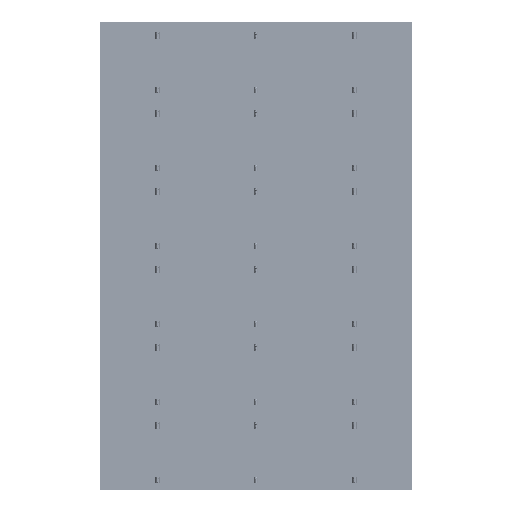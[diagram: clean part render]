
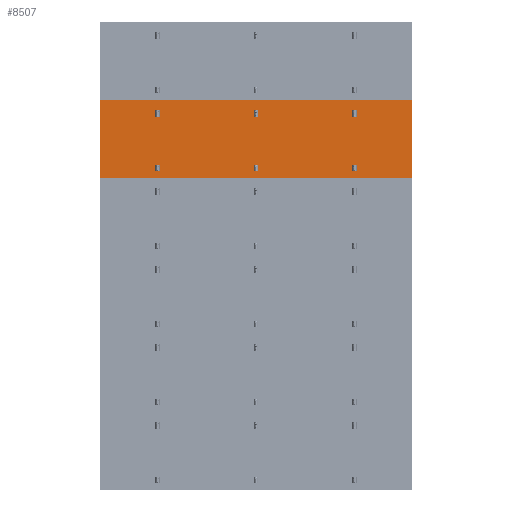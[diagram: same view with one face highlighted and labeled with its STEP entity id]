
A CAD part, front view. The second image highlights one B-rep face of the part: STEP entity #8507.
In plain terms, the highlighted planar face has unit normal (0, -1, 0).
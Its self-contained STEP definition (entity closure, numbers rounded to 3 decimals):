
#626=FACE_BOUND('',#1525,.T.);
#627=FACE_BOUND('',#1526,.T.);
#628=FACE_BOUND('',#1527,.T.);
#629=FACE_BOUND('',#1528,.T.);
#630=FACE_BOUND('',#1529,.T.);
#631=FACE_BOUND('',#1530,.T.);
#765=PLANE('',#9067);
#1044=FACE_OUTER_BOUND('',#1524,.T.);
#1524=EDGE_LOOP('',(#6269,#6270,#6271,#6272));
#1525=EDGE_LOOP('',(#6273,#6274,#6275,#6276));
#1526=EDGE_LOOP('',(#6277,#6278,#6279,#6280));
#1527=EDGE_LOOP('',(#6281,#6282,#6283,#6284));
#1528=EDGE_LOOP('',(#6285,#6286,#6287,#6288));
#1529=EDGE_LOOP('',(#6289,#6290,#6291,#6292));
#1530=EDGE_LOOP('',(#6293,#6294,#6295,#6296));
#2104=LINE('',#12675,#2846);
#2108=LINE('',#12685,#2850);
#2110=LINE('',#12690,#2852);
#2114=LINE('',#12700,#2856);
#2118=LINE('',#12712,#2860);
#2120=LINE('',#12715,#2862);
#2124=LINE('',#12727,#2866);
#2126=LINE('',#12730,#2868);
#2128=LINE('',#12735,#2870);
#2132=LINE('',#12745,#2874);
#2134=LINE('',#12750,#2876);
#2138=LINE('',#12760,#2880);
#2139=LINE('',#12764,#2881);
#2143=LINE('',#12772,#2885);
#2146=LINE('',#12778,#2888);
#2149=LINE('',#12783,#2891);
#2846=VECTOR('',#10183,1000.);
#2850=VECTOR('',#10195,1000.);
#2852=VECTOR('',#10199,1000.);
#2856=VECTOR('',#10211,1000.);
#2860=VECTOR('',#10223,1000.);
#2862=VECTOR('',#10227,1000.);
#2866=VECTOR('',#10239,1000.);
#2868=VECTOR('',#10243,1000.);
#2870=VECTOR('',#10247,1000.);
#2874=VECTOR('',#10259,1000.);
#2876=VECTOR('',#10263,1000.);
#2880=VECTOR('',#10275,1000.);
#2881=VECTOR('',#10278,1000.);
#2885=VECTOR('',#10284,1000.);
#2888=VECTOR('',#10289,1000.);
#2891=VECTOR('',#10294,1000.);
#3515=CIRCLE('',#9009,3.2);
#3517=CIRCLE('',#9012,3.2);
#3519=CIRCLE('',#9015,3.2);
#3521=CIRCLE('',#9018,3.2);
#3523=CIRCLE('',#9021,3.2);
#3525=CIRCLE('',#9024,3.2);
#3528=CIRCLE('',#9029,3.2);
#3530=CIRCLE('',#9034,3.2);
#3532=CIRCLE('',#9038,3.2);
#3534=CIRCLE('',#9043,3.2);
#3536=CIRCLE('',#9049,3.2);
#3538=CIRCLE('',#9054,3.2);
#3909=VERTEX_POINT('',#12618);
#3910=VERTEX_POINT('',#12619);
#3913=VERTEX_POINT('',#12627);
#3914=VERTEX_POINT('',#12628);
#3917=VERTEX_POINT('',#12636);
#3918=VERTEX_POINT('',#12637);
#3921=VERTEX_POINT('',#12645);
#3922=VERTEX_POINT('',#12646);
#3925=VERTEX_POINT('',#12654);
#3926=VERTEX_POINT('',#12655);
#3929=VERTEX_POINT('',#12663);
#3930=VERTEX_POINT('',#12664);
#3934=VERTEX_POINT('',#12674);
#3936=VERTEX_POINT('',#12680);
#3938=VERTEX_POINT('',#12689);
#3940=VERTEX_POINT('',#12695);
#3943=VERTEX_POINT('',#12705);
#3944=VERTEX_POINT('',#12707);
#3947=VERTEX_POINT('',#12720);
#3948=VERTEX_POINT('',#12722);
#3950=VERTEX_POINT('',#12734);
#3952=VERTEX_POINT('',#12740);
#3954=VERTEX_POINT('',#12749);
#3956=VERTEX_POINT('',#12755);
#3957=VERTEX_POINT('',#12762);
#3958=VERTEX_POINT('',#12763);
#3961=VERTEX_POINT('',#12771);
#3963=VERTEX_POINT('',#12777);
#4766=EDGE_CURVE('',#3909,#3910,#3515,.T.);
#4770=EDGE_CURVE('',#3913,#3914,#3517,.T.);
#4774=EDGE_CURVE('',#3917,#3918,#3519,.T.);
#4778=EDGE_CURVE('',#3921,#3922,#3521,.T.);
#4782=EDGE_CURVE('',#3925,#3926,#3523,.T.);
#4786=EDGE_CURVE('',#3929,#3930,#3525,.T.);
#4791=EDGE_CURVE('',#3934,#3929,#2104,.T.);
#4794=EDGE_CURVE('',#3936,#3934,#3528,.T.);
#4797=EDGE_CURVE('',#3930,#3936,#2108,.T.);
#4799=EDGE_CURVE('',#3938,#3925,#2110,.T.);
#4802=EDGE_CURVE('',#3940,#3938,#3530,.T.);
#4805=EDGE_CURVE('',#3926,#3940,#2114,.T.);
#4808=EDGE_CURVE('',#3944,#3943,#3532,.T.);
#4811=EDGE_CURVE('',#3922,#3944,#2118,.T.);
#4813=EDGE_CURVE('',#3943,#3921,#2120,.T.);
#4816=EDGE_CURVE('',#3948,#3947,#3534,.T.);
#4819=EDGE_CURVE('',#3918,#3948,#2124,.T.);
#4821=EDGE_CURVE('',#3947,#3917,#2126,.T.);
#4823=EDGE_CURVE('',#3950,#3913,#2128,.T.);
#4826=EDGE_CURVE('',#3952,#3950,#3536,.T.);
#4829=EDGE_CURVE('',#3914,#3952,#2132,.T.);
#4831=EDGE_CURVE('',#3954,#3909,#2134,.T.);
#4834=EDGE_CURVE('',#3956,#3954,#3538,.T.);
#4837=EDGE_CURVE('',#3910,#3956,#2138,.T.);
#4838=EDGE_CURVE('',#3957,#3958,#2139,.T.);
#4842=EDGE_CURVE('',#3958,#3961,#2143,.T.);
#4845=EDGE_CURVE('',#3961,#3963,#2146,.T.);
#4848=EDGE_CURVE('',#3963,#3957,#2149,.T.);
#6269=ORIENTED_EDGE('',*,*,#4838,.F.);
#6270=ORIENTED_EDGE('',*,*,#4848,.F.);
#6271=ORIENTED_EDGE('',*,*,#4845,.F.);
#6272=ORIENTED_EDGE('',*,*,#4842,.F.);
#6273=ORIENTED_EDGE('',*,*,#4799,.T.);
#6274=ORIENTED_EDGE('',*,*,#4782,.T.);
#6275=ORIENTED_EDGE('',*,*,#4805,.T.);
#6276=ORIENTED_EDGE('',*,*,#4802,.T.);
#6277=ORIENTED_EDGE('',*,*,#4791,.T.);
#6278=ORIENTED_EDGE('',*,*,#4786,.T.);
#6279=ORIENTED_EDGE('',*,*,#4797,.T.);
#6280=ORIENTED_EDGE('',*,*,#4794,.T.);
#6281=ORIENTED_EDGE('',*,*,#4831,.T.);
#6282=ORIENTED_EDGE('',*,*,#4766,.T.);
#6283=ORIENTED_EDGE('',*,*,#4837,.T.);
#6284=ORIENTED_EDGE('',*,*,#4834,.T.);
#6285=ORIENTED_EDGE('',*,*,#4823,.T.);
#6286=ORIENTED_EDGE('',*,*,#4770,.T.);
#6287=ORIENTED_EDGE('',*,*,#4829,.T.);
#6288=ORIENTED_EDGE('',*,*,#4826,.T.);
#6289=ORIENTED_EDGE('',*,*,#4819,.T.);
#6290=ORIENTED_EDGE('',*,*,#4816,.T.);
#6291=ORIENTED_EDGE('',*,*,#4821,.T.);
#6292=ORIENTED_EDGE('',*,*,#4774,.T.);
#6293=ORIENTED_EDGE('',*,*,#4811,.T.);
#6294=ORIENTED_EDGE('',*,*,#4808,.T.);
#6295=ORIENTED_EDGE('',*,*,#4813,.T.);
#6296=ORIENTED_EDGE('',*,*,#4778,.T.);
#8507=ADVANCED_FACE('',(#1044,#626,#627,#628,#629,#630,#631),#765,.F.);
#9009=AXIS2_PLACEMENT_3D('',#12620,#10134,#10135);
#9012=AXIS2_PLACEMENT_3D('',#12629,#10142,#10143);
#9015=AXIS2_PLACEMENT_3D('',#12638,#10150,#10151);
#9018=AXIS2_PLACEMENT_3D('',#12647,#10158,#10159);
#9021=AXIS2_PLACEMENT_3D('',#12656,#10166,#10167);
#9024=AXIS2_PLACEMENT_3D('',#12665,#10174,#10175);
#9029=AXIS2_PLACEMENT_3D('',#12681,#10189,#10190);
#9034=AXIS2_PLACEMENT_3D('',#12696,#10205,#10206);
#9038=AXIS2_PLACEMENT_3D('',#12708,#10217,#10218);
#9043=AXIS2_PLACEMENT_3D('',#12723,#10233,#10234);
#9049=AXIS2_PLACEMENT_3D('',#12741,#10253,#10254);
#9054=AXIS2_PLACEMENT_3D('',#12756,#10269,#10270);
#9067=AXIS2_PLACEMENT_3D('',#12816,#10322,#10323);
#10134=DIRECTION('center_axis',(0.,1.,0.));
#10135=DIRECTION('ref_axis',(0.,0.,-1.));
#10142=DIRECTION('center_axis',(0.,1.,0.));
#10143=DIRECTION('ref_axis',(0.,0.,-1.));
#10150=DIRECTION('center_axis',(0.,1.,0.));
#10151=DIRECTION('ref_axis',(0.,0.,1.));
#10158=DIRECTION('center_axis',(0.,1.,0.));
#10159=DIRECTION('ref_axis',(0.,0.,1.));
#10166=DIRECTION('center_axis',(0.,1.,0.));
#10167=DIRECTION('ref_axis',(0.,0.,1.));
#10174=DIRECTION('center_axis',(0.,1.,0.));
#10175=DIRECTION('ref_axis',(0.,0.,1.));
#10183=DIRECTION('',(0.,0.,1.));
#10189=DIRECTION('center_axis',(0.,1.,0.));
#10190=DIRECTION('ref_axis',(0.,0.,1.));
#10195=DIRECTION('',(0.,0.,-1.));
#10199=DIRECTION('',(0.,0.,1.));
#10205=DIRECTION('center_axis',(0.,1.,0.));
#10206=DIRECTION('ref_axis',(0.,0.,1.));
#10211=DIRECTION('',(0.,0.,-1.));
#10217=DIRECTION('center_axis',(0.,1.,0.));
#10218=DIRECTION('ref_axis',(0.,0.,1.));
#10223=DIRECTION('',(0.,0.,-1.));
#10227=DIRECTION('',(0.,0.,1.));
#10233=DIRECTION('center_axis',(0.,1.,0.));
#10234=DIRECTION('ref_axis',(0.,0.,1.));
#10239=DIRECTION('',(0.,0.,-1.));
#10243=DIRECTION('',(0.,0.,1.));
#10247=DIRECTION('',(0.,0.,1.));
#10253=DIRECTION('center_axis',(0.,1.,0.));
#10254=DIRECTION('ref_axis',(0.,0.,-1.));
#10259=DIRECTION('',(0.,0.,-1.));
#10263=DIRECTION('',(0.,0.,1.));
#10269=DIRECTION('center_axis',(0.,1.,0.));
#10270=DIRECTION('ref_axis',(0.,0.,-1.));
#10275=DIRECTION('',(0.,0.,-1.));
#10278=DIRECTION('',(0.,0.,-1.));
#10284=DIRECTION('',(-1.,0.,0.));
#10289=DIRECTION('',(0.,0.,1.));
#10294=DIRECTION('',(1.,0.,0.));
#10322=DIRECTION('center_axis',(0.,1.,0.));
#10323=DIRECTION('ref_axis',(0.,0.,1.));
#12618=CARTESIAN_POINT('',(-73.2,0.,255.));
#12619=CARTESIAN_POINT('',(-66.8,0.,255.));
#12620=CARTESIAN_POINT('Origin',(-70.,0.,255.));
#12627=CARTESIAN_POINT('',(66.8,0.,255.));
#12628=CARTESIAN_POINT('',(73.2,0.,255.));
#12629=CARTESIAN_POINT('Origin',(70.,0.,255.));
#12636=CARTESIAN_POINT('',(66.8,0.,-250.));
#12637=CARTESIAN_POINT('',(73.2,0.,-250.));
#12638=CARTESIAN_POINT('Origin',(70.,0.,-250.));
#12645=CARTESIAN_POINT('',(-73.2,0.,-250.));
#12646=CARTESIAN_POINT('',(-66.8,0.,-250.));
#12647=CARTESIAN_POINT('Origin',(-70.,0.,-250.));
#12654=CARTESIAN_POINT('',(-73.2,0.,2.5));
#12655=CARTESIAN_POINT('',(-66.8,0.,2.5));
#12656=CARTESIAN_POINT('Origin',(-70.,0.,2.5));
#12663=CARTESIAN_POINT('',(66.8,0.,2.5));
#12664=CARTESIAN_POINT('',(73.2,0.,2.5));
#12665=CARTESIAN_POINT('Origin',(70.,0.,2.5));
#12674=CARTESIAN_POINT('',(66.8,0.,-2.5));
#12675=CARTESIAN_POINT('',(66.8,0.,2.5));
#12680=CARTESIAN_POINT('',(73.2,0.,-2.5));
#12681=CARTESIAN_POINT('Origin',(70.,0.,-2.5));
#12685=CARTESIAN_POINT('',(73.2,0.,2.5));
#12689=CARTESIAN_POINT('',(-73.2,0.,-2.5));
#12690=CARTESIAN_POINT('',(-73.2,0.,2.5));
#12695=CARTESIAN_POINT('',(-66.8,0.,-2.5));
#12696=CARTESIAN_POINT('Origin',(-70.,0.,-2.5));
#12700=CARTESIAN_POINT('',(-66.8,0.,2.5));
#12705=CARTESIAN_POINT('',(-73.2,0.,-255.));
#12707=CARTESIAN_POINT('',(-66.8,0.,-255.));
#12708=CARTESIAN_POINT('Origin',(-70.,0.,-255.));
#12712=CARTESIAN_POINT('',(-66.8,0.,-255.));
#12715=CARTESIAN_POINT('',(-73.2,0.,-255.));
#12720=CARTESIAN_POINT('',(66.8,0.,-255.));
#12722=CARTESIAN_POINT('',(73.2,0.,-255.));
#12723=CARTESIAN_POINT('Origin',(70.,0.,-255.));
#12727=CARTESIAN_POINT('',(73.2,0.,-255.));
#12730=CARTESIAN_POINT('',(66.8,0.,-255.));
#12734=CARTESIAN_POINT('',(66.8,0.,250.));
#12735=CARTESIAN_POINT('',(66.8,0.,255.));
#12740=CARTESIAN_POINT('',(73.2,0.,250.));
#12741=CARTESIAN_POINT('Origin',(70.,0.,250.));
#12745=CARTESIAN_POINT('',(73.2,0.,255.));
#12749=CARTESIAN_POINT('',(-73.2,0.,250.));
#12750=CARTESIAN_POINT('',(-73.2,0.,255.));
#12755=CARTESIAN_POINT('',(-66.8,0.,250.));
#12756=CARTESIAN_POINT('Origin',(-70.,0.,250.));
#12760=CARTESIAN_POINT('',(-66.8,0.,255.));
#12762=CARTESIAN_POINT('',(100.,0.,400.));
#12763=CARTESIAN_POINT('',(100.,0.,-400.));
#12764=CARTESIAN_POINT('',(100.,0.,-400.));
#12771=CARTESIAN_POINT('',(-100.,0.,-400.));
#12772=CARTESIAN_POINT('',(-100.,0.,-400.));
#12777=CARTESIAN_POINT('',(-100.,0.,400.));
#12778=CARTESIAN_POINT('',(-100.,0.,-400.));
#12783=CARTESIAN_POINT('',(-100.,0.,400.));
#12816=CARTESIAN_POINT('Origin',(0.,0.,0.));
